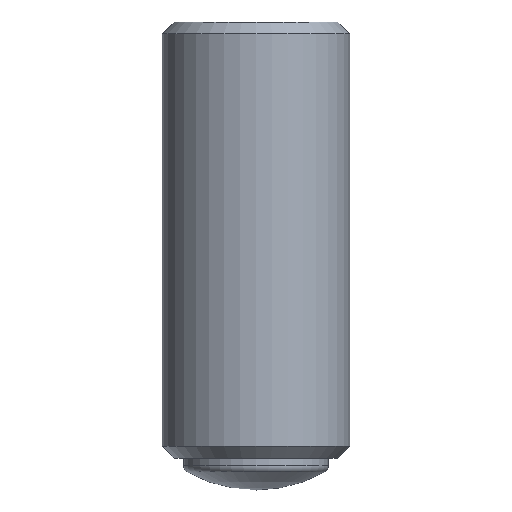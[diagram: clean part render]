
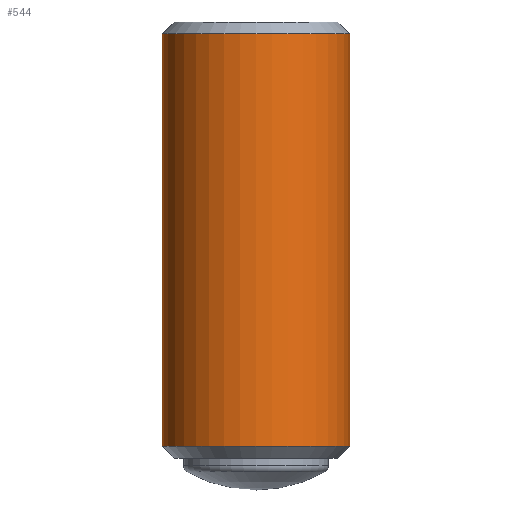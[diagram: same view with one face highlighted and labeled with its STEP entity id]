
A CAD part, front view. The second image highlights one B-rep face of the part: STEP entity #544.
In plain terms, the highlighted cylindrical face has radius 4 mm (diameter 8 mm), a full revolution.
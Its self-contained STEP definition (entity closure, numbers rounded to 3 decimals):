
#40=CYLINDRICAL_SURFACE('',#581,4.);
#51=CIRCLE('',#582,4.);
#52=CIRCLE('',#583,4.);
#78=ORIENTED_EDGE('',*,*,#172,.T.);
#79=ORIENTED_EDGE('',*,*,#173,.T.);
#172=EDGE_CURVE('',#219,#219,#51,.F.);
#173=EDGE_CURVE('',#220,#220,#52,.F.);
#219=VERTEX_POINT('',#757);
#220=VERTEX_POINT('',#759);
#281=EDGE_LOOP('',(#78));
#282=EDGE_LOOP('',(#79));
#317=FACE_BOUND('',#281,.T.);
#318=FACE_BOUND('',#282,.T.);
#544=ADVANCED_FACE('',(#317,#318),#40,.T.);
#581=AXIS2_PLACEMENT_3D('',#755,#648,#649);
#582=AXIS2_PLACEMENT_3D('',#756,#650,#651);
#583=AXIS2_PLACEMENT_3D('',#758,#652,#653);
#648=DIRECTION('',(0.,0.,1.));
#649=DIRECTION('',(1.,0.,0.));
#650=DIRECTION('',(0.,0.,-1.));
#651=DIRECTION('',(-1.,0.,0.));
#652=DIRECTION('',(0.,0.,1.));
#653=DIRECTION('',(1.,0.,0.));
#755=CARTESIAN_POINT('',(0.,0.,0.));
#756=CARTESIAN_POINT('',(0.,0.,1.863));
#757=CARTESIAN_POINT('',(-4.,0.,1.863));
#758=CARTESIAN_POINT('',(0.,0.,19.5));
#759=CARTESIAN_POINT('',(4.,0.,19.5));
